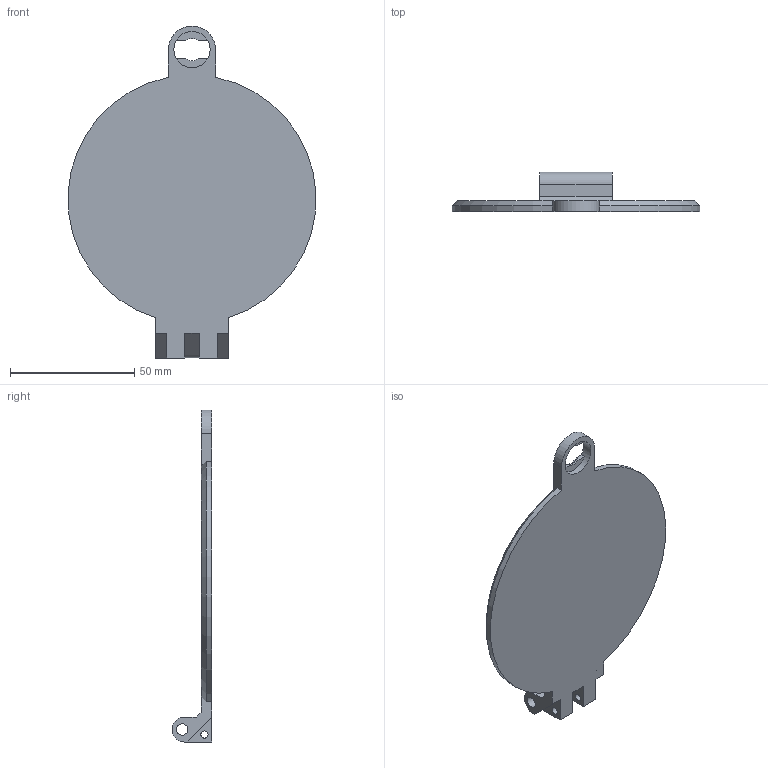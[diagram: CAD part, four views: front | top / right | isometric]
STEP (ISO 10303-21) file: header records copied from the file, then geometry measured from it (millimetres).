
FILE_DESCRIPTION(/* description */ (''),/* implementation_level */ '2;1');
FILE_NAME(/* name */ 'hatch.step',/* time_stamp */ '2019-08-15T14:10:15+01:00',/* author */ (''),/* organization */ (''),/* preprocessor_version */ 'ST-DEVELOPER v18',/* originating_system */ 'Autodesk Translation Framework v8.2.0.1029',/* authorisation */ '');
FILE_SCHEMA (('AUTOMOTIVE_DESIGN { 1 0 10303 214 3 1 1 }'));
Length unit declared in the file: millimetre
Products named in the file (1): porte
Bounding box: 99.86 x 16 x 133.8 mm (x, y, z)
Volume: 36987.6 mm3; surface area: 21553.3 mm2
Topology: 1 solids, 3 shells, 54 faces, 150 edges, 103 vertices
Faces by surface type: plane 36, cylinder 14, cone 4
Full cylindrical faces by diameter (mm): 2.9 x2, 3.2 x1, 4.6 x1, 14.6 x1
Entity records: 1792 total; most frequent: CARTESIAN_POINT 320, DIRECTION 301, ORIENTED_EDGE 300, EDGE_CURVE 150, VERTEX_POINT 103, AXIS2_PLACEMENT_3D 102, LINE 97, VECTOR 97
